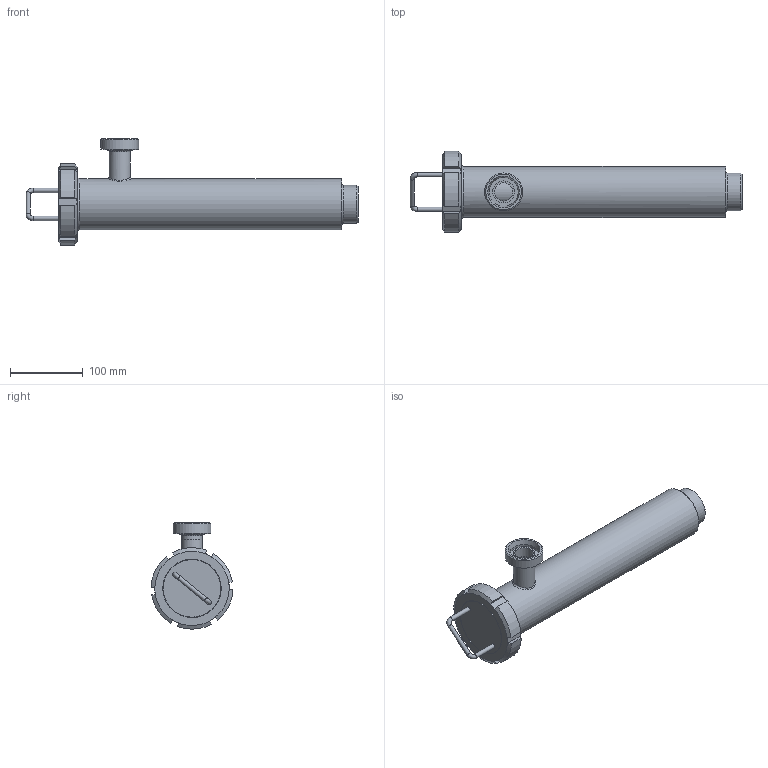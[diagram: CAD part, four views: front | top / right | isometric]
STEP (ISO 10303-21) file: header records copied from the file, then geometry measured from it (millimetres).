
FILE_DESCRIPTION((''),'2;1');
FILE_NAME('60100025X300.stp','2010-10-29T10:36:03',('Creator'),(''),'Autodesk Inventor 2010','Autodesk Inventor 2010','');
FILE_SCHEMA(('AUTOMOTIVE_DESIGN { 1 0 10303 214 1 1 1 1 }'));
Length unit declared in the file: millimetre
Products named in the file (1): 60100025X300
Bounding box: 455.5 x 111.98 x 145.99 mm (x, y, z)
Volume: 457998.4 mm3; surface area: 321079.9 mm2
Topology: 1 solids, 2 shells, 113 faces, 229 edges, 142 vertices
Faces by surface type: plane 44, cylinder 34, cone 28, bspline 5, torus 2
Full cylindrical faces by diameter (mm): 6 x3, 25 x1, 26 x2, 29 x1, 30 x3, 35 x1, 38 x1, 39.8 x2, 40 x1, 40.5 x1, 44 x2, 45 x1, 52 x2, 66 x1, 70 x1, 71 x1, 79 x1, 80 x1, 80.8 x1, 95.4 x1
Entity records: 4243 total; most frequent: CARTESIAN_POINT 2136, DIRECTION 440, ORIENTED_EDGE 350, AXIS2_PLACEMENT_3D 208, EDGE_LOOP 190, EDGE_CURVE 175, VERTEX_POINT 137, FACE_OUTER_BOUND 113
